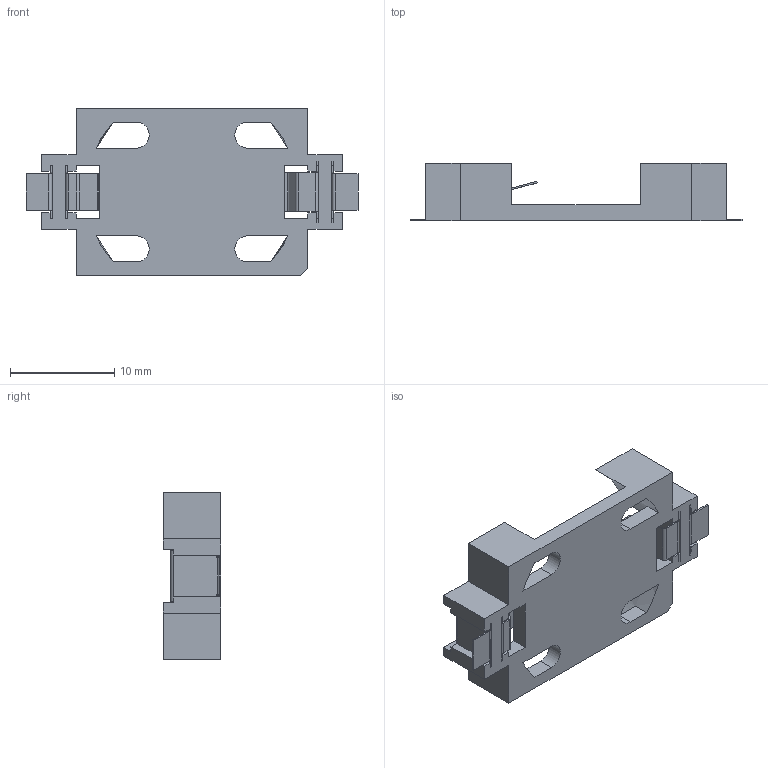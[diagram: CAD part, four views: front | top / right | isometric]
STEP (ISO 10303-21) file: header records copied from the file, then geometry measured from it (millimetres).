
FILE_DESCRIPTION(/* description */ (''),/* implementation_level */ '2;1');
FILE_NAME(/* name */ 'CR2032 Plastic Holder.step',/* time_stamp */ '2019-09-25T15:45:26+03:00',/* author */ (''),/* organization */ (''),/* preprocessor_version */ 'ST-DEVELOPER v18',/* originating_system */ 'Autodesk Translation Framework v8.6.0.1094',/* authorisation */ '');
FILE_SCHEMA (('AUTOMOTIVE_DESIGN { 1 0 10303 214 3 1 1 }'));
Length unit declared in the file: millimetre
Products named in the file (4): (Unsaved); base; connector_plus; connector_minus
Assembly tree (3 placements, depth 2):
  (Unsaved)
    base
    connector_plus
    connector_minus
Bounding box: 31.8 x 5.5 x 16 mm (x, y, z)
Volume: 844.1 mm3; surface area: 1810.6 mm2
Topology: 3 solids, 3 shells, 235 faces, 591 edges, 362 vertices
Faces by surface type: plane 191, cylinder 44
Full cylindrical faces by diameter (mm): 1.76 x4
Entity records: 7019 total; most frequent: CARTESIAN_POINT 1196, ORIENTED_EDGE 1182, DIRECTION 1173, EDGE_CURVE 591, LINE 495, VECTOR 495, VERTEX_POINT 362, AXIS2_PLACEMENT_3D 339
